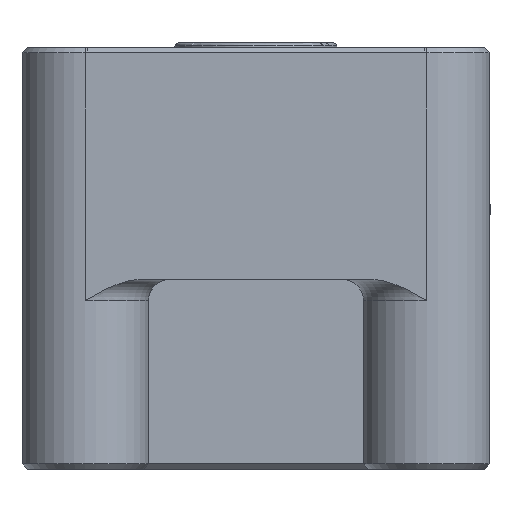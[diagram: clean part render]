
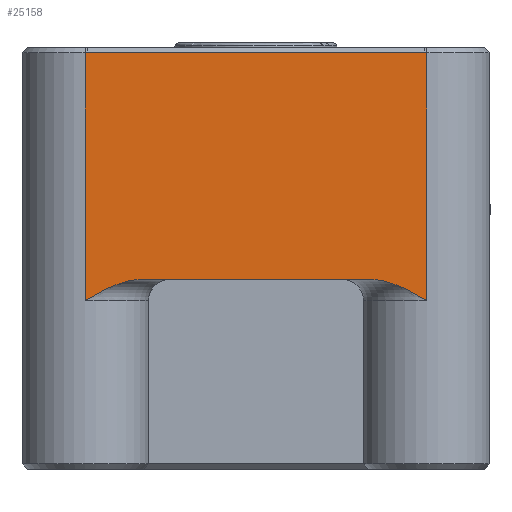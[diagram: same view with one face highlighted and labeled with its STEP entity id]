
A CAD part, front view. The second image highlights one B-rep face of the part: STEP entity #25158.
In plain terms, the highlighted planar face has unit normal (0, -1, 0).
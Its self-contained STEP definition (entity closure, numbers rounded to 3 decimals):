
#30=B_SPLINE_CURVE_WITH_KNOTS('',3,(#34997,#34998,#34999,#35000,#35001),
 .UNSPECIFIED.,.F.,.F.,(4,1,4),(0.,0.003,0.006),
 .UNSPECIFIED.);
#31=B_SPLINE_CURVE_WITH_KNOTS('',3,(#35730,#35731,#35732,#35733,#35734),
 .UNSPECIFIED.,.F.,.F.,(4,1,4),(0.,0.003,0.006),
 .UNSPECIFIED.);
#3233=ORIENTED_EDGE('',*,*,#7927,.T.);
#3234=ORIENTED_EDGE('',*,*,#7474,.T.);
#3235=ORIENTED_EDGE('',*,*,#7928,.T.);
#3236=ORIENTED_EDGE('',*,*,#7560,.T.);
#3237=ORIENTED_EDGE('',*,*,#7261,.F.);
#3238=ORIENTED_EDGE('',*,*,#7926,.T.);
#7261=EDGE_CURVE('',#9788,#9789,#11448,.T.);
#7474=EDGE_CURVE('',#9960,#9963,#11617,.T.);
#7560=EDGE_CURVE('',#10019,#9789,#30,.F.);
#7926=EDGE_CURVE('',#9788,#10231,#31,.T.);
#7927=EDGE_CURVE('',#10231,#9960,#11820,.T.);
#7928=EDGE_CURVE('',#9963,#10019,#11821,.F.);
#9788=VERTEX_POINT('',#34358);
#9789=VERTEX_POINT('',#34359);
#9960=VERTEX_POINT('',#34815);
#9963=VERTEX_POINT('',#34820);
#10019=VERTEX_POINT('',#35002);
#10231=VERTEX_POINT('',#35729);
#11448=LINE('',#34357,#12885);
#11617=LINE('',#34821,#13054);
#11820=LINE('',#35736,#13257);
#11821=LINE('',#35737,#13258);
#12885=VECTOR('',#28632,1000.);
#13054=VECTOR('',#29019,1000.);
#13257=VECTOR('',#30080,1000.);
#13258=VECTOR('',#30081,1000.);
#14502=EDGE_LOOP('',(#3233,#3234,#3235,#3236,#3237,#3238));
#15781=FACE_BOUND('',#14502,.T.);
#16812=PLANE('',#26634);
#25158=ADVANCED_FACE('',(#15781),#16812,.F.);
#26634=AXIS2_PLACEMENT_3D('',#35735,#30078,#30079);
#28632=DIRECTION('',(-1.,0.,0.));
#29019=DIRECTION('',(-1.,0.,0.));
#30078=DIRECTION('',(0.,1.,0.));
#30079=DIRECTION('',(0.,0.,1.));
#30080=DIRECTION('',(0.,0.,1.));
#30081=DIRECTION('',(0.,0.,1.));
#34357=CARTESIAN_POINT('',(-10.2,-150.,-22.));
#34358=CARTESIAN_POINT('',(10.908,-150.,-22.));
#34359=CARTESIAN_POINT('',(-10.908,-150.,-22.));
#34815=CARTESIAN_POINT('',(16.2,-150.,-0.5));
#34820=CARTESIAN_POINT('',(-16.2,-150.,-0.5));
#34821=CARTESIAN_POINT('',(22.2,-150.,-0.5));
#34997=CARTESIAN_POINT('',(-10.908,-150.,-22.));
#34998=CARTESIAN_POINT('',(-11.874,-150.,-22.));
#34999=CARTESIAN_POINT('',(-13.729,-150.,-22.572));
#35000=CARTESIAN_POINT('',(-15.375,-150.,-23.524));
#35001=CARTESIAN_POINT('',(-16.2,-150.,-24.));
#35002=CARTESIAN_POINT('',(-16.2,-150.,-24.));
#35729=CARTESIAN_POINT('',(16.2,-150.,-24.));
#35730=CARTESIAN_POINT('',(10.908,-150.,-22.));
#35731=CARTESIAN_POINT('',(11.874,-150.,-22.));
#35732=CARTESIAN_POINT('',(13.729,-150.,-22.572));
#35733=CARTESIAN_POINT('',(15.375,-150.,-23.524));
#35734=CARTESIAN_POINT('',(16.2,-150.,-24.));
#35735=CARTESIAN_POINT('',(22.2,-150.,-44.));
#35736=CARTESIAN_POINT('',(16.2,-150.,-44.));
#35737=CARTESIAN_POINT('',(-16.2,-150.,-44.));
